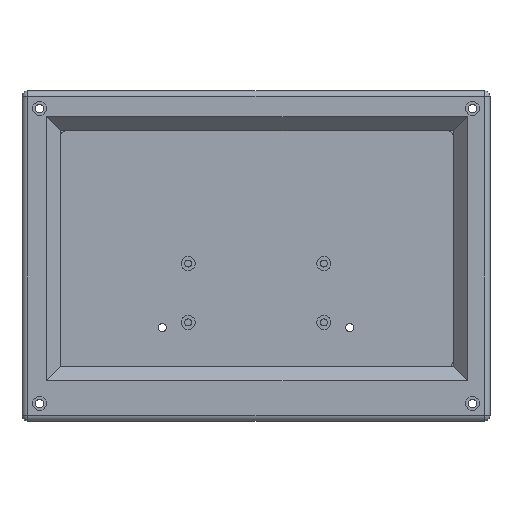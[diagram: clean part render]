
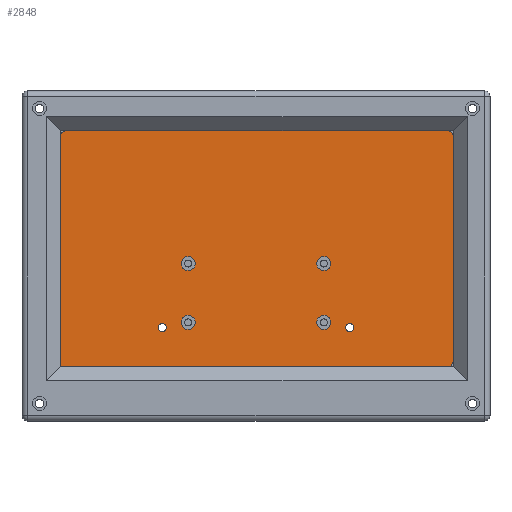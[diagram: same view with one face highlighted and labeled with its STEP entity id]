
A CAD part, top view. The second image highlights one B-rep face of the part: STEP entity #2848.
In plain terms, the highlighted planar face has unit normal (0, 0, 1).
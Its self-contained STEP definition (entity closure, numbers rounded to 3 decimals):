
#59=FACE_BOUND('',#1095,.T.);
#60=FACE_BOUND('',#1096,.T.);
#61=FACE_BOUND('',#1097,.T.);
#62=FACE_BOUND('',#1098,.T.);
#63=FACE_BOUND('',#1099,.T.);
#64=FACE_BOUND('',#1100,.T.);
#65=FACE_BOUND('',#1101,.T.);
#66=FACE_BOUND('',#1102,.T.);
#154=PLANE('',#3149);
#240=LINE('',#4315,#500);
#244=LINE('',#4327,#504);
#248=LINE('',#4339,#508);
#255=LINE('',#4356,#515);
#282=LINE('',#4426,#542);
#356=LINE('',#4586,#616);
#360=LINE('',#4602,#620);
#401=LINE('',#4775,#661);
#402=LINE('',#4777,#662);
#500=VECTOR('',#3472,10.);
#504=VECTOR('',#3484,10.);
#508=VECTOR('',#3496,10.);
#515=VECTOR('',#3509,10.);
#542=VECTOR('',#3574,10.);
#616=VECTOR('',#3716,10.);
#620=VECTOR('',#3738,10.);
#661=VECTOR('',#3945,10.);
#662=VECTOR('',#3948,10.);
#893=FACE_OUTER_BOUND('',#1094,.T.);
#1094=EDGE_LOOP('',(#2570,#2571,#2572,#2573,#2574,#2575,#2576,#2577,#2578,
#2579,#2580,#2581,#2582,#2583,#2584,#2585,#2586,#2587));
#1095=EDGE_LOOP('',(#2588));
#1096=EDGE_LOOP('',(#2589));
#1097=EDGE_LOOP('',(#2590));
#1098=EDGE_LOOP('',(#2591));
#1099=EDGE_LOOP('',(#2592));
#1100=EDGE_LOOP('',(#2593));
#1101=EDGE_LOOP('',(#2594));
#1102=EDGE_LOOP('',(#2595));
#1171=CIRCLE('',#2970,2.);
#1173=CIRCLE('',#2973,3.75);
#1182=CIRCLE('',#2989,2.5);
#1184=CIRCLE('',#2993,2.5);
#1186=CIRCLE('',#2997,2.5);
#1204=CIRCLE('',#3057,4.);
#1205=CIRCLE('',#3059,4.);
#1206=CIRCLE('',#3061,3.75);
#1207=CIRCLE('',#3063,4.);
#1209=CIRCLE('',#3067,1.75);
#1211=CIRCLE('',#3070,1.75);
#1213=CIRCLE('',#3073,1.75);
#1215=CIRCLE('',#3076,1.75);
#1238=CIRCLE('',#3124,3.);
#1239=CIRCLE('',#3126,3.);
#1240=CIRCLE('',#3128,3.);
#1241=CIRCLE('',#3130,3.);
#1322=VERTEX_POINT('',#4242);
#1323=VERTEX_POINT('',#4244);
#1325=VERTEX_POINT('',#4250);
#1345=VERTEX_POINT('',#4302);
#1346=VERTEX_POINT('',#4303);
#1350=VERTEX_POINT('',#4313);
#1351=VERTEX_POINT('',#4317);
#1354=VERTEX_POINT('',#4325);
#1355=VERTEX_POINT('',#4329);
#1358=VERTEX_POINT('',#4337);
#1364=VERTEX_POINT('',#4353);
#1365=VERTEX_POINT('',#4355);
#1388=VERTEX_POINT('',#4423);
#1389=VERTEX_POINT('',#4425);
#1442=VERTEX_POINT('',#4590);
#1443=VERTEX_POINT('',#4594);
#1444=VERTEX_POINT('',#4598);
#1446=VERTEX_POINT('',#4606);
#1448=VERTEX_POINT('',#4612);
#1450=VERTEX_POINT('',#4618);
#1452=VERTEX_POINT('',#4624);
#1473=VERTEX_POINT('',#4709);
#1474=VERTEX_POINT('',#4713);
#1475=VERTEX_POINT('',#4717);
#1476=VERTEX_POINT('',#4721);
#1493=VERTEX_POINT('',#4773);
#1610=EDGE_CURVE('',#1322,#1323,#1171,.F.);
#1614=EDGE_CURVE('',#1322,#1325,#1173,.T.);
#1638=EDGE_CURVE('',#1345,#1346,#1182,.T.);
#1644=EDGE_CURVE('',#1350,#1346,#240,.T.);
#1645=EDGE_CURVE('',#1350,#1351,#1184,.T.);
#1650=EDGE_CURVE('',#1354,#1351,#244,.T.);
#1651=EDGE_CURVE('',#1354,#1355,#1186,.T.);
#1656=EDGE_CURVE('',#1358,#1355,#248,.T.);
#1664=EDGE_CURVE('',#1364,#1365,#255,.T.);
#1702=EDGE_CURVE('',#1388,#1389,#282,.T.);
#1780=EDGE_CURVE('',#1323,#1388,#356,.T.);
#1781=EDGE_CURVE('',#1365,#1325,#1204,.F.);
#1783=EDGE_CURVE('',#1442,#1364,#1205,.F.);
#1785=EDGE_CURVE('',#1442,#1443,#1206,.T.);
#1787=EDGE_CURVE('',#1444,#1443,#1207,.F.);
#1788=EDGE_CURVE('',#1345,#1444,#360,.T.);
#1791=EDGE_CURVE('',#1446,#1446,#1209,.T.);
#1794=EDGE_CURVE('',#1448,#1448,#1211,.T.);
#1797=EDGE_CURVE('',#1450,#1450,#1213,.T.);
#1800=EDGE_CURVE('',#1452,#1452,#1215,.T.);
#1839=EDGE_CURVE('',#1473,#1473,#1238,.T.);
#1841=EDGE_CURVE('',#1474,#1474,#1239,.T.);
#1843=EDGE_CURVE('',#1475,#1475,#1240,.T.);
#1845=EDGE_CURVE('',#1476,#1476,#1241,.T.);
#1871=EDGE_CURVE('',#1493,#1358,#401,.F.);
#1872=EDGE_CURVE('',#1389,#1493,#402,.T.);
#2570=ORIENTED_EDGE('',*,*,#1614,.T.);
#2571=ORIENTED_EDGE('',*,*,#1781,.F.);
#2572=ORIENTED_EDGE('',*,*,#1664,.F.);
#2573=ORIENTED_EDGE('',*,*,#1783,.F.);
#2574=ORIENTED_EDGE('',*,*,#1785,.T.);
#2575=ORIENTED_EDGE('',*,*,#1787,.F.);
#2576=ORIENTED_EDGE('',*,*,#1788,.F.);
#2577=ORIENTED_EDGE('',*,*,#1638,.T.);
#2578=ORIENTED_EDGE('',*,*,#1644,.F.);
#2579=ORIENTED_EDGE('',*,*,#1645,.T.);
#2580=ORIENTED_EDGE('',*,*,#1650,.F.);
#2581=ORIENTED_EDGE('',*,*,#1651,.T.);
#2582=ORIENTED_EDGE('',*,*,#1656,.F.);
#2583=ORIENTED_EDGE('',*,*,#1871,.F.);
#2584=ORIENTED_EDGE('',*,*,#1872,.F.);
#2585=ORIENTED_EDGE('',*,*,#1702,.F.);
#2586=ORIENTED_EDGE('',*,*,#1780,.F.);
#2587=ORIENTED_EDGE('',*,*,#1610,.F.);
#2588=ORIENTED_EDGE('',*,*,#1800,.F.);
#2589=ORIENTED_EDGE('',*,*,#1794,.F.);
#2590=ORIENTED_EDGE('',*,*,#1791,.T.);
#2591=ORIENTED_EDGE('',*,*,#1797,.T.);
#2592=ORIENTED_EDGE('',*,*,#1839,.F.);
#2593=ORIENTED_EDGE('',*,*,#1841,.F.);
#2594=ORIENTED_EDGE('',*,*,#1843,.F.);
#2595=ORIENTED_EDGE('',*,*,#1845,.F.);
#2848=ADVANCED_FACE('',(#893,#59,#60,#61,#62,#63,#64,#65,#66),#154,.F.);
#2970=AXIS2_PLACEMENT_3D('',#4245,#3407,#3408);
#2973=AXIS2_PLACEMENT_3D('',#4252,#3415,#3416);
#2989=AXIS2_PLACEMENT_3D('',#4304,#3462,#3463);
#2993=AXIS2_PLACEMENT_3D('',#4318,#3475,#3476);
#2997=AXIS2_PLACEMENT_3D('',#4330,#3487,#3488);
#3057=AXIS2_PLACEMENT_3D('',#4588,#3719,#3720);
#3059=AXIS2_PLACEMENT_3D('',#4592,#3724,#3725);
#3061=AXIS2_PLACEMENT_3D('',#4596,#3729,#3730);
#3063=AXIS2_PLACEMENT_3D('',#4600,#3734,#3735);
#3067=AXIS2_PLACEMENT_3D('',#4608,#3744,#3745);
#3070=AXIS2_PLACEMENT_3D('',#4614,#3751,#3752);
#3073=AXIS2_PLACEMENT_3D('',#4620,#3758,#3759);
#3076=AXIS2_PLACEMENT_3D('',#4626,#3765,#3766);
#3124=AXIS2_PLACEMENT_3D('',#4711,#3877,#3878);
#3126=AXIS2_PLACEMENT_3D('',#4715,#3882,#3883);
#3128=AXIS2_PLACEMENT_3D('',#4719,#3887,#3888);
#3130=AXIS2_PLACEMENT_3D('',#4723,#3892,#3893);
#3149=AXIS2_PLACEMENT_3D('',#4778,#3949,#3950);
#3407=DIRECTION('center_axis',(0.,0.,-1.));
#3408=DIRECTION('ref_axis',(1.,0.,0.));
#3415=DIRECTION('center_axis',(0.,0.,1.));
#3416=DIRECTION('ref_axis',(1.,0.,0.));
#3462=DIRECTION('center_axis',(0.,0.,1.));
#3463=DIRECTION('ref_axis',(0.707,-0.707,0.));
#3472=DIRECTION('',(0.,-1.,0.));
#3475=DIRECTION('center_axis',(0.,0.,1.));
#3476=DIRECTION('ref_axis',(0.707,0.707,0.));
#3484=DIRECTION('',(1.,0.,0.));
#3487=DIRECTION('center_axis',(0.,0.,1.));
#3488=DIRECTION('ref_axis',(-0.707,0.707,0.));
#3496=DIRECTION('',(0.,1.,0.));
#3509=DIRECTION('',(-1.,0.,0.));
#3574=DIRECTION('',(-1.,0.,0.));
#3716=DIRECTION('',(0.,-1.,0.));
#3719=DIRECTION('center_axis',(0.,0.,-1.));
#3720=DIRECTION('ref_axis',(-0.67,0.743,0.));
#3724=DIRECTION('center_axis',(0.,0.,-1.));
#3725=DIRECTION('ref_axis',(0.67,0.743,0.));
#3729=DIRECTION('center_axis',(0.,0.,1.));
#3730=DIRECTION('ref_axis',(1.,0.,0.));
#3734=DIRECTION('center_axis',(0.,0.,-1.));
#3735=DIRECTION('ref_axis',(-0.67,0.743,0.));
#3738=DIRECTION('',(-1.,0.,0.));
#3744=DIRECTION('center_axis',(0.,0.,-1.));
#3745=DIRECTION('ref_axis',(1.,0.,0.));
#3751=DIRECTION('center_axis',(0.,0.,1.));
#3752=DIRECTION('ref_axis',(1.,0.,0.));
#3758=DIRECTION('center_axis',(0.,0.,-1.));
#3759=DIRECTION('ref_axis',(1.,0.,0.));
#3765=DIRECTION('center_axis',(0.,0.,1.));
#3766=DIRECTION('ref_axis',(1.,0.,0.));
#3877=DIRECTION('center_axis',(0.,0.,1.));
#3878=DIRECTION('ref_axis',(-1.,0.,0.));
#3882=DIRECTION('center_axis',(0.,0.,1.));
#3883=DIRECTION('ref_axis',(-1.,0.,0.));
#3887=DIRECTION('center_axis',(0.,0.,1.));
#3888=DIRECTION('ref_axis',(-1.,0.,0.));
#3892=DIRECTION('center_axis',(0.,0.,1.));
#3893=DIRECTION('ref_axis',(-1.,0.,0.));
#3945=DIRECTION('',(-1.,0.,0.));
#3948=DIRECTION('',(0.,1.,0.));
#3949=DIRECTION('center_axis',(0.,0.,-1.));
#3950=DIRECTION('ref_axis',(-1.,0.,0.));
#4242=CARTESIAN_POINT('',(-43.23,-52.665,-22.));
#4244=CARTESIAN_POINT('',(-46.9,-53.766,-22.));
#4245=CARTESIAN_POINT('Origin',(-44.9,-53.766,-22.));
#4250=CARTESIAN_POINT('',(-36.37,-50.987,-22.));
#4252=CARTESIAN_POINT('Origin',(-40.1,-50.6,-22.));
#4302=CARTESIAN_POINT('',(81.907,-47.4,-22.));
#4303=CARTESIAN_POINT('',(84.407,-44.9,-22.));
#4304=CARTESIAN_POINT('Origin',(81.907,-44.9,-22.));
#4313=CARTESIAN_POINT('',(84.407,51.1,-22.));
#4315=CARTESIAN_POINT('',(84.407,28.35,-22.));
#4317=CARTESIAN_POINT('',(81.907,53.6,-22.));
#4318=CARTESIAN_POINT('Origin',(81.907,51.1,-22.));
#4325=CARTESIAN_POINT('',(-81.093,53.6,-22.));
#4327=CARTESIAN_POINT('',(-41.593,53.6,-22.));
#4329=CARTESIAN_POINT('',(-83.593,51.1,-22.));
#4330=CARTESIAN_POINT('Origin',(-81.093,51.1,-22.));
#4337=CARTESIAN_POINT('',(-83.593,-31.6,-22.));
#4339=CARTESIAN_POINT('',(-83.593,-14.75,-22.));
#4353=CARTESIAN_POINT('',(32.391,-47.4,-22.));
#4355=CARTESIAN_POINT('',(-32.391,-47.4,-22.));
#4356=CARTESIAN_POINT('',(42.407,-47.4,-22.));
#4423=CARTESIAN_POINT('',(-46.9,-55.6,-22.));
#4425=CARTESIAN_POINT('',(-98.9,-55.6,-22.));
#4426=CARTESIAN_POINT('',(-59.9,-55.6,-22.));
#4586=CARTESIAN_POINT('',(-46.9,-38.35,-22.));
#4588=CARTESIAN_POINT('Origin',(-32.391,-51.4,-22.));
#4590=CARTESIAN_POINT('',(36.37,-50.987,-22.));
#4592=CARTESIAN_POINT('Origin',(32.391,-51.4,-22.));
#4594=CARTESIAN_POINT('',(43.83,-50.987,-22.));
#4596=CARTESIAN_POINT('Origin',(40.1,-50.6,-22.));
#4598=CARTESIAN_POINT('',(47.809,-47.4,-22.));
#4600=CARTESIAN_POINT('Origin',(47.809,-51.4,-22.));
#4602=CARTESIAN_POINT('',(42.407,-47.4,-22.));
#4606=CARTESIAN_POINT('',(-41.85,-30.6,-22.));
#4608=CARTESIAN_POINT('Origin',(-40.1,-30.6,-22.));
#4612=CARTESIAN_POINT('',(-41.85,-50.6,-22.));
#4614=CARTESIAN_POINT('Origin',(-40.1,-50.6,-22.));
#4618=CARTESIAN_POINT('',(38.35,-30.6,-22.));
#4620=CARTESIAN_POINT('Origin',(40.1,-30.6,-22.));
#4624=CARTESIAN_POINT('',(38.35,-50.6,-22.));
#4626=CARTESIAN_POINT('Origin',(40.1,-50.6,-22.));
#4709=CARTESIAN_POINT('',(-26.,-28.4,-22.));
#4711=CARTESIAN_POINT('Origin',(-29.,-28.4,-22.));
#4713=CARTESIAN_POINT('',(32.,-28.4,-22.));
#4715=CARTESIAN_POINT('Origin',(29.,-28.4,-22.));
#4717=CARTESIAN_POINT('',(32.,-3.2,-22.));
#4719=CARTESIAN_POINT('Origin',(29.,-3.2,-22.));
#4721=CARTESIAN_POINT('',(-26.,-3.2,-22.));
#4723=CARTESIAN_POINT('Origin',(-29.,-3.2,-22.));
#4773=CARTESIAN_POINT('',(-98.9,-31.6,-22.));
#4775=CARTESIAN_POINT('',(-85.9,-31.6,-22.));
#4777=CARTESIAN_POINT('',(-98.9,-49.85,-22.));
#4778=CARTESIAN_POINT('Origin',(-72.9,-44.1,-22.));
